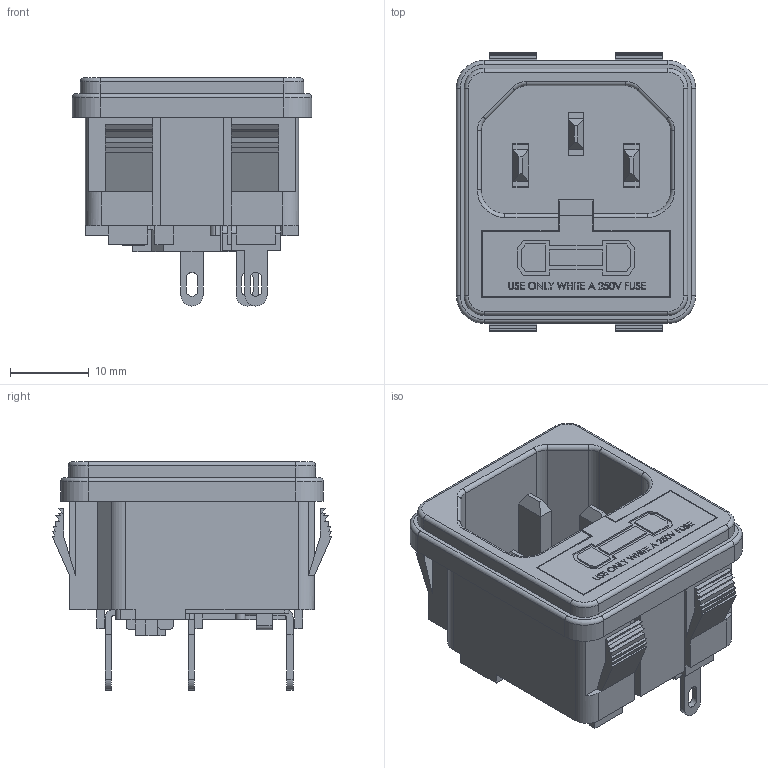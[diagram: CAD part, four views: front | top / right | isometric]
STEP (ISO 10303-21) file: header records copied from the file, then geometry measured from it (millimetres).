
FILE_DESCRIPTION (( 'STEP AP214' ), '1' );
FILE_NAME ('723W.STEP', '2015-03-13T01:45:31', ( '' ), ( '' ), 'SwSTEP 2.0', 'SolidWorks 2010', '' );
FILE_SCHEMA (( 'AUTOMOTIVE_DESIGN' ));
Length unit declared in the file: millimetre
Products named in the file (1): 723W
Bounding box: 30.3 x 35.4 x 28.9 mm (x, y, z)
Volume: 8250.1 mm3; surface area: 10800 mm2
Topology: 11 solids, 11 shells, 817 faces, 2227 edges, 1470 vertices
Faces by surface type: plane 651, cylinder 77, bspline 75, torus 14
Entity records: 41226 total; most frequent: CARTESIAN_POINT 11736, ORIENTED_EDGE 4454, DIRECTION 3733, EDGE_CURVE 2227, LINE 1907, VECTOR 1907, VERTEX_POINT 1470, AXIS2_PLACEMENT_3D 913
